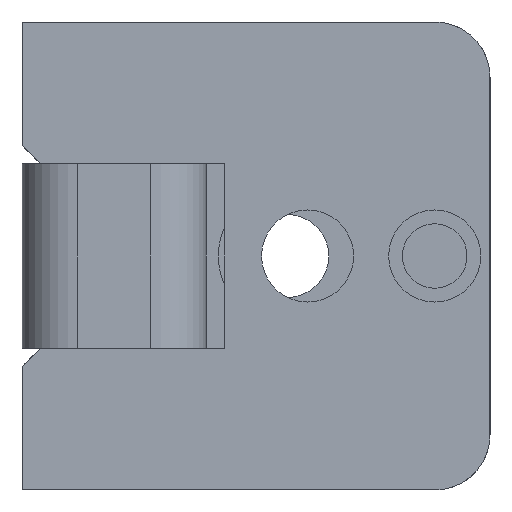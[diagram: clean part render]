
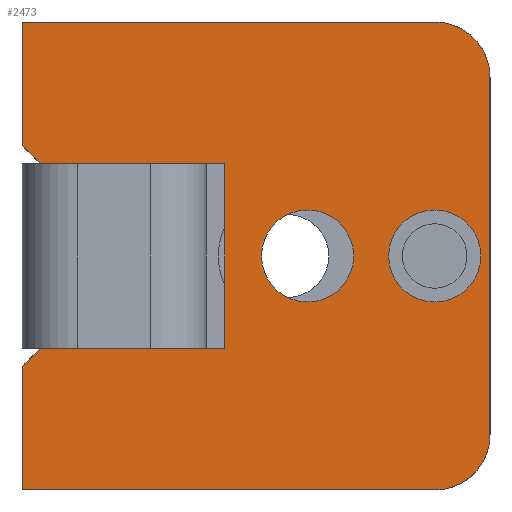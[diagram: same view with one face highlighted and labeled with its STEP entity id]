
A CAD part, front view. The second image highlights one B-rep face of the part: STEP entity #2473.
In plain terms, the highlighted planar face has unit normal (0, -1, 0).
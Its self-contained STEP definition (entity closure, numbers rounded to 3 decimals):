
#65 = AXIS2_PLACEMENT_3D ( 'NONE', #723, #732, #507 ) ;
#66 = AXIS2_PLACEMENT_3D ( 'NONE', #536, #517, #569 ) ;
#186 = PLANE ( 'NONE',  #2947 ) ;
#214 = CARTESIAN_POINT ( 'NONE',  ( -6.553, -17.866, 0. ) ) ;
#252 = DIRECTION ( 'NONE',  ( 0., -1., 0. ) ) ;
#429 = DIRECTION ( 'NONE',  ( 0., 0., -1. ) ) ;
#507 = DIRECTION ( 'NONE',  ( 0., 0., -1. ) ) ;
#517 = DIRECTION ( 'NONE',  ( 0., -1., 0. ) ) ;
#535 = DIRECTION ( 'NONE',  ( -0.707, 0., -0.707 ) ) ;
#536 = CARTESIAN_POINT ( 'NONE',  ( -16.053, -17.866, 0. ) ) ;
#569 = DIRECTION ( 'NONE',  ( 0., 0., -1. ) ) ;
#590 = CARTESIAN_POINT ( 'NONE',  ( -31.553, -17.866, -5. ) ) ;
#591 = CARTESIAN_POINT ( 'NONE',  ( -31.553, -17.866, -12.7 ) ) ;
#605 = CARTESIAN_POINT ( 'NONE',  ( -16.053, -17.866, 9.5 ) ) ;
#644 = DIRECTION ( 'NONE',  ( 0., 0., -1. ) ) ;
#723 = CARTESIAN_POINT ( 'NONE',  ( -9.153, -17.866, -9.7 ) ) ;
#732 = DIRECTION ( 'NONE',  ( 0., -1., 0. ) ) ;
#810 = DIRECTION ( 'NONE',  ( 1., 0., 0. ) ) ;
#830 = EDGE_LOOP ( 'NONE', ( #1199, #1198, #1057, #1056, #1059, #1058, #1061, #1060, #1063, #1062, #1066, #1064 ) ) ;
#853 = VERTEX_POINT ( 'NONE', #1593 ) ;
#854 = VERTEX_POINT ( 'NONE', #1601 ) ;
#855 = VERTEX_POINT ( 'NONE', #1603 ) ;
#858 = VERTEX_POINT ( 'NONE', #1557 ) ;
#861 = VERTEX_POINT ( 'NONE', #1574 ) ;
#863 = VERTEX_POINT ( 'NONE', #1566 ) ;
#866 = VERTEX_POINT ( 'NONE', #1545 ) ;
#875 = VERTEX_POINT ( 'NONE', #1608 ) ;
#876 = VERTEX_POINT ( 'NONE', #1617 ) ;
#879 = VERTEX_POINT ( 'NONE', #1616 ) ;
#880 = VERTEX_POINT ( 'NONE', #1550 ) ;
#882 = VERTEX_POINT ( 'NONE', #1602 ) ;
#1056 = ORIENTED_EDGE ( 'NONE', *, *, #2864, .T. ) ;
#1057 = ORIENTED_EDGE ( 'NONE', *, *, #1408, .T. ) ;
#1058 = ORIENTED_EDGE ( 'NONE', *, *, #2846, .T. ) ;
#1059 = ORIENTED_EDGE ( 'NONE', *, *, #2862, .T. ) ;
#1060 = ORIENTED_EDGE ( 'NONE', *, *, #2838, .T. ) ;
#1061 = ORIENTED_EDGE ( 'NONE', *, *, #2837, .T. ) ;
#1062 = ORIENTED_EDGE ( 'NONE', *, *, #1427, .T. ) ;
#1063 = ORIENTED_EDGE ( 'NONE', *, *, #2830, .T. ) ;
#1064 = ORIENTED_EDGE ( 'NONE', *, *, #1433, .T. ) ;
#1066 = ORIENTED_EDGE ( 'NONE', *, *, #1413, .T. ) ;
#1070 = ORIENTED_EDGE ( 'NONE', *, *, #2831, .F. ) ;
#1191 = ORIENTED_EDGE ( 'NONE', *, *, #1435, .F. ) ;
#1198 = ORIENTED_EDGE ( 'NONE', *, *, #1406, .T. ) ;
#1199 = ORIENTED_EDGE ( 'NONE', *, *, #1421, .T. ) ;
#1406 = EDGE_CURVE ( 'NONE', #875, #880, #1708, .T. ) ;
#1408 = EDGE_CURVE ( 'NONE', #880, #876, #1716, .T. ) ;
#1413 = EDGE_CURVE ( 'NONE', #879, #882, #1722, .T. ) ;
#1421 = EDGE_CURVE ( 'NONE', #853, #875, #1732, .T. ) ;
#1427 = EDGE_CURVE ( 'NONE', #855, #879, #1743, .T. ) ;
#1433 = EDGE_CURVE ( 'NONE', #882, #853, #1752, .T. ) ;
#1435 = EDGE_CURVE ( 'NONE', #2681, #2681, #1756, .T. ) ;
#1545 = CARTESIAN_POINT ( 'NONE',  ( -20.553, -17.866, -5. ) ) ;
#1550 = CARTESIAN_POINT ( 'NONE',  ( -30.553, -17.866, 5. ) ) ;
#1557 = CARTESIAN_POINT ( 'NONE',  ( -30.553, -17.866, -5. ) ) ;
#1566 = CARTESIAN_POINT ( 'NONE',  ( -31.553, -17.866, -12.7 ) ) ;
#1574 = CARTESIAN_POINT ( 'NONE',  ( -31.553, -17.866, -6. ) ) ;
#1593 = CARTESIAN_POINT ( 'NONE',  ( -31.553, -17.866, 12.7 ) ) ;
#1601 = CARTESIAN_POINT ( 'NONE',  ( -9.153, -17.866, -12.7 ) ) ;
#1602 = CARTESIAN_POINT ( 'NONE',  ( -9.153, -17.866, 12.7 ) ) ;
#1603 = CARTESIAN_POINT ( 'NONE',  ( -6.153, -17.866, -9.7 ) ) ;
#1608 = CARTESIAN_POINT ( 'NONE',  ( -31.553, -17.866, 6. ) ) ;
#1616 = CARTESIAN_POINT ( 'NONE',  ( -6.153, -17.866, 9.7 ) ) ;
#1617 = CARTESIAN_POINT ( 'NONE',  ( -20.553, -17.866, 5. ) ) ;
#1624 = EDGE_LOOP ( 'NONE', ( #1191 ) ) ;
#1637 = EDGE_LOOP ( 'NONE', ( #1070 ) ) ;
#1708 = LINE ( 'NONE', #2288, #1712 ) ;
#1712 = VECTOR ( 'NONE', #2330, 1000. ) ;
#1716 = LINE ( 'NONE', #2267, #1719 ) ;
#1719 = VECTOR ( 'NONE', #2314, 1000. ) ;
#1722 = CIRCLE ( 'NONE', #2873, 3. ) ;
#1732 = LINE ( 'NONE', #2260, #1736 ) ;
#1736 = VECTOR ( 'NONE', #2291, 1000. ) ;
#1743 = LINE ( 'NONE', #2218, #1745 ) ;
#1745 = VECTOR ( 'NONE', #2324, 1000. ) ;
#1752 = LINE ( 'NONE', #2401, #1755 ) ;
#1755 = VECTOR ( 'NONE', #2426, 1000. ) ;
#1756 = CIRCLE ( 'NONE', #2877, 2.5 ) ;
#2013 = FACE_BOUND ( 'NONE', #1624, .T. ) ;
#2014 = FACE_BOUND ( 'NONE', #1637, .T. ) ;
#2017 = FACE_OUTER_BOUND ( 'NONE', #830, .T. ) ;
#2199 = CIRCLE ( 'NONE', #66, 2.5 ) ;
#2206 = CIRCLE ( 'NONE', #65, 3. ) ;
#2218 = CARTESIAN_POINT ( 'NONE',  ( -6.153, -17.866, -12.7 ) ) ;
#2245 = DIRECTION ( 'NONE',  ( 0., 0., -1. ) ) ;
#2260 = CARTESIAN_POINT ( 'NONE',  ( -31.553, -17.866, 12.7 ) ) ;
#2265 = CARTESIAN_POINT ( 'NONE',  ( -9.153, -17.866, 9.7 ) ) ;
#2267 = CARTESIAN_POINT ( 'NONE',  ( -31.553, -17.866, 5. ) ) ;
#2273 = DIRECTION ( 'NONE',  ( 0., -1., 0. ) ) ;
#2288 = CARTESIAN_POINT ( 'NONE',  ( -16.053, -17.866, -9.5 ) ) ;
#2291 = DIRECTION ( 'NONE',  ( 0., 0., -1. ) ) ;
#2314 = DIRECTION ( 'NONE',  ( 1., 0., 0. ) ) ;
#2324 = DIRECTION ( 'NONE',  ( 0., 0., 1. ) ) ;
#2330 = DIRECTION ( 'NONE',  ( 0.707, 0., -0.707 ) ) ;
#2383 = DIRECTION ( 'NONE',  ( 0., -1., 0. ) ) ;
#2401 = CARTESIAN_POINT ( 'NONE',  ( -6.153, -17.866, 12.7 ) ) ;
#2406 = CARTESIAN_POINT ( 'NONE',  ( -9.153, -17.866, 0. ) ) ;
#2418 = DIRECTION ( 'NONE',  ( 0., 0., -1. ) ) ;
#2426 = DIRECTION ( 'NONE',  ( -1., 0., 0. ) ) ;
#2473 = ADVANCED_FACE ( 'NONE', ( #2013, #2017, #2014 ), #186, .T. ) ;
#2520 = CARTESIAN_POINT ( 'NONE',  ( -20.553, -17.866, -5. ) ) ;
#2543 = CARTESIAN_POINT ( 'NONE',  ( -9.153, -17.866, -2.5 ) ) ;
#2568 = CARTESIAN_POINT ( 'NONE',  ( -16.053, -17.866, -2.5 ) ) ;
#2581 = CARTESIAN_POINT ( 'NONE',  ( -20.553, -17.866, 5. ) ) ;
#2582 = DIRECTION ( 'NONE',  ( 0., 0., -1. ) ) ;
#2613 = DIRECTION ( 'NONE',  ( -1., 0., 0. ) ) ;
#2620 = LINE ( 'NONE', #591, #2624 ) ;
#2621 = LINE ( 'NONE', #590, #2622 ) ;
#2622 = VECTOR ( 'NONE', #644, 1000. ) ;
#2624 = VECTOR ( 'NONE', #810, 1000. ) ;
#2636 = LINE ( 'NONE', #605, #2639 ) ;
#2639 = VECTOR ( 'NONE', #535, 1000. ) ;
#2662 = LINE ( 'NONE', #2520, #2665 ) ;
#2665 = VECTOR ( 'NONE', #2613, 1000. ) ;
#2666 = LINE ( 'NONE', #2581, #2669 ) ;
#2669 = VECTOR ( 'NONE', #2582, 1000. ) ;
#2681 = VERTEX_POINT ( 'NONE', #2543 ) ;
#2716 = VERTEX_POINT ( 'NONE', #2568 ) ;
#2830 = EDGE_CURVE ( 'NONE', #854, #855, #2206, .T. ) ;
#2831 = EDGE_CURVE ( 'NONE', #2716, #2716, #2199, .T. ) ;
#2837 = EDGE_CURVE ( 'NONE', #861, #863, #2621, .T. ) ;
#2838 = EDGE_CURVE ( 'NONE', #863, #854, #2620, .T. ) ;
#2846 = EDGE_CURVE ( 'NONE', #858, #861, #2636, .T. ) ;
#2862 = EDGE_CURVE ( 'NONE', #866, #858, #2662, .T. ) ;
#2864 = EDGE_CURVE ( 'NONE', #876, #866, #2666, .T. ) ;
#2873 = AXIS2_PLACEMENT_3D ( 'NONE', #2265, #2273, #2245 ) ;
#2877 = AXIS2_PLACEMENT_3D ( 'NONE', #2406, #2383, #2418 ) ;
#2947 = AXIS2_PLACEMENT_3D ( 'NONE', #214, #252, #429 ) ;
